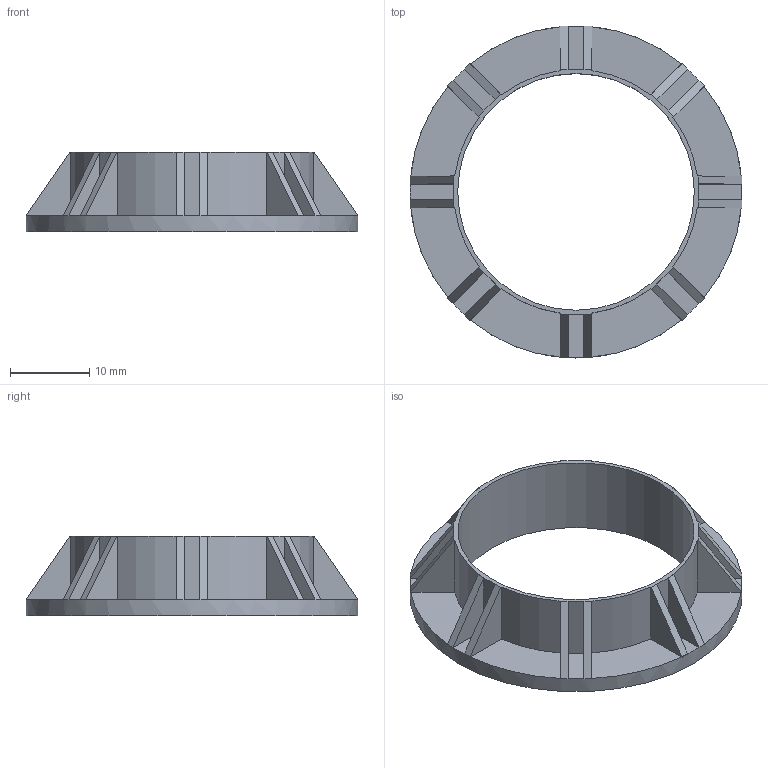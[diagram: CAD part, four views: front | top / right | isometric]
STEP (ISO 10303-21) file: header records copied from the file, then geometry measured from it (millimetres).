
FILE_DESCRIPTION(/* description */ (''),/* implementation_level */ '2;1');
FILE_NAME(/* name */ 'MastFoot.stp',/* time_stamp */ '2020-12-11T16:24:37+01:00',/* author */ (''),/* organization */ (''),/* preprocessor_version */ 'ST-DEVELOPER v18.1',/* originating_system */ 'Autodesk Translation Framework v9.7.1.1290',/* authorisation */ '');
FILE_SCHEMA (('AUTOMOTIVE_DESIGN { 1 0 10303 214 3 1 1 }'));
Length unit declared in the file: millimetre
Products named in the file (1): Mast_Foot
Bounding box: 41.8 x 41.8 x 10 mm (x, y, z)
Volume: 2093.5 mm3; surface area: 3983.6 mm2
Topology: 1 solids, 1 shells, 100 faces, 246 edges, 148 vertices
Faces by surface type: plane 90, cylinder 10
Full cylindrical faces by diameter (mm): 29.8 x1, 41.8 x1
Entity records: 2922 total; most frequent: DIRECTION 500, CARTESIAN_POINT 495, ORIENTED_EDGE 492, EDGE_CURVE 246, LINE 194, VECTOR 194, AXIS2_PLACEMENT_3D 153, VERTEX_POINT 148
